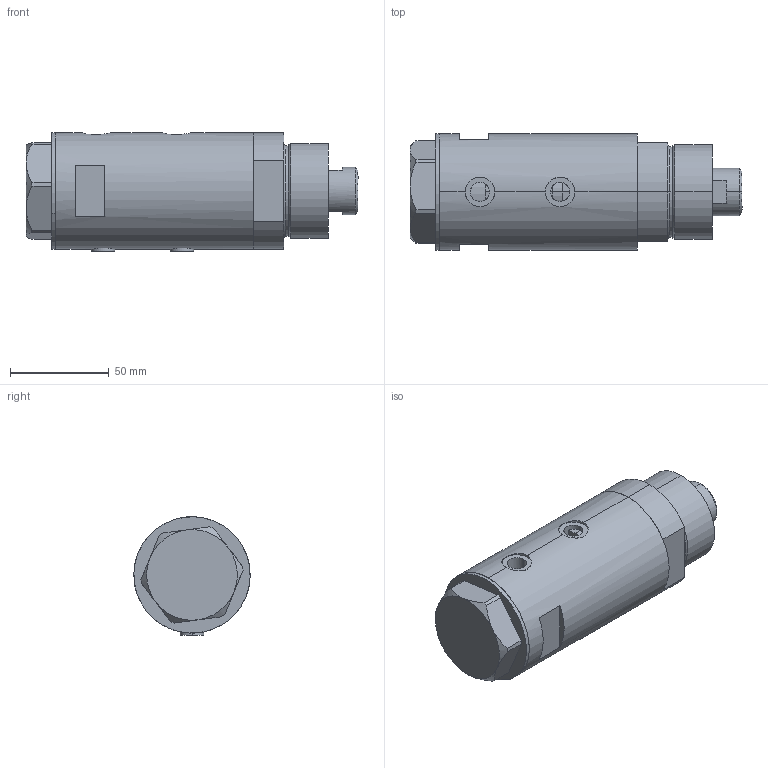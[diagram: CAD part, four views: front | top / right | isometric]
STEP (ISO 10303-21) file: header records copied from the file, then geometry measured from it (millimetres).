
FILE_DESCRIPTION (( 'STEP AP203' ), '1' );
FILE_NAME ('6ca1.STEP', '2022-04-14T22:37:35', ( '' ), ( '' ), 'SwSTEP 2.0', 'SolidWorks 2019', '' );
FILE_SCHEMA (( 'CONFIG_CONTROL_DESIGN' ));
Length unit declared in the file: millimetre
Products named in the file (5): V270CG_BACK b6201e6223c3c29a46d0a9553f1e336a; V270CG_MIDDLE b6201e6223c3c29a46d0a9553f1e336a; V270CG_VC b6201e6223c3c29a46d0a9553f1e336a; V270CG_FRONT b6201e6223c3c29a46d0a9553f1e336a; 6ca1
Assembly tree (4 placements, depth 2):
  6ca1
    V270CG_MIDDLE b6201e6223c3c29a46d0a9553f1e336a
    V270CG_BACK b6201e6223c3c29a46d0a9553f1e336a
    V270CG_FRONT b6201e6223c3c29a46d0a9553f1e336a
    V270CG_VC b6201e6223c3c29a46d0a9553f1e336a
Bounding box: 168.42 x 59 x 60.1 mm (x, y, z)
Volume: 382176.3 mm3; surface area: 83777.9 mm2
Topology: 4 solids, 4 shells, 126 faces, 293 edges, 179 vertices
Faces by surface type: cylinder 53, plane 53, cone 16, torus 4
Entity records: 4771 total; most frequent: CARTESIAN_POINT 1352, DIRECTION 639, ORIENTED_EDGE 582, EDGE_CURVE 291, AXIS2_PLACEMENT_3D 257, VERTEX_POINT 179, EDGE_LOOP 144, ADVANCED_FACE 126
